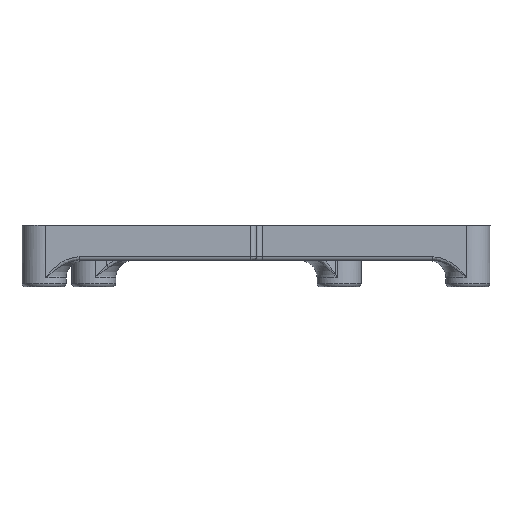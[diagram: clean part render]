
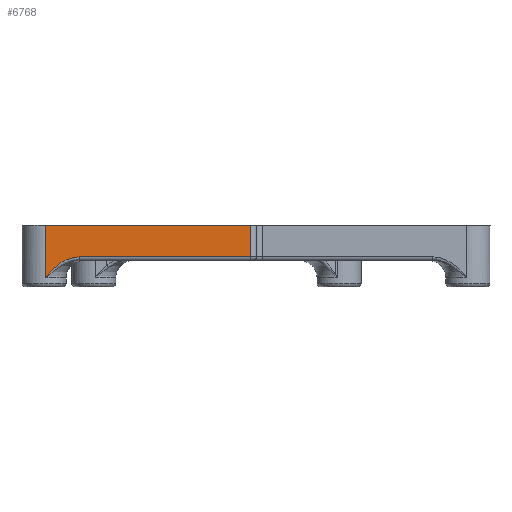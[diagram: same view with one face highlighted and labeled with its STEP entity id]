
A CAD part, front view. The second image highlights one B-rep face of the part: STEP entity #6768.
In plain terms, the highlighted planar face has unit normal (0, -1, 0).
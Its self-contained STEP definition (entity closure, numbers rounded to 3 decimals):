
#347=B_SPLINE_CURVE_WITH_KNOTS('',3,(#10613,#10614,#10615,#10616,#10617,
#10618,#10619,#10620,#10621),.UNSPECIFIED.,.F.,.F.,(4,1,1,1,1,1,4),(0.,
0.202,0.336,0.404,0.437,0.454,
0.464),.UNSPECIFIED.);
#553=LINE('',#8886,#1129);
#696=LINE('',#10558,#1272);
#697=LINE('',#10624,#1273);
#698=LINE('',#10625,#1274);
#1129=VECTOR('',#7571,10.);
#1272=VECTOR('',#7894,10.);
#1273=VECTOR('',#7897,10.);
#1274=VECTOR('',#7898,10.);
#1774=PLANE('',#7256);
#1968=FACE_OUTER_BOUND('',#2371,.T.);
#2371=EDGE_LOOP('',(#5101,#5102,#5103,#5104,#5105));
#2875=VERTEX_POINT('',#8865);
#2876=VERTEX_POINT('',#8885);
#3190=VERTEX_POINT('',#10552);
#3191=VERTEX_POINT('',#10556);
#3192=VERTEX_POINT('',#10623);
#3582=EDGE_CURVE('',#2876,#2875,#553,.T.);
#3938=EDGE_CURVE('',#3190,#3191,#696,.T.);
#3940=EDGE_CURVE('',#3191,#2875,#347,.T.);
#3941=EDGE_CURVE('',#3190,#3192,#697,.T.);
#3942=EDGE_CURVE('',#2876,#3192,#698,.T.);
#5101=ORIENTED_EDGE('',*,*,#3940,.F.);
#5102=ORIENTED_EDGE('',*,*,#3938,.F.);
#5103=ORIENTED_EDGE('',*,*,#3941,.T.);
#5104=ORIENTED_EDGE('',*,*,#3942,.F.);
#5105=ORIENTED_EDGE('',*,*,#3582,.T.);
#6768=ADVANCED_FACE('',(#1968),#1774,.T.);
#7256=AXIS2_PLACEMENT_3D('',#10622,#7895,#7896);
#7571=DIRECTION('',(0.,0.,-1.));
#7894=DIRECTION('',(-1.,0.,0.));
#7895=DIRECTION('center_axis',(0.,-1.,0.));
#7896=DIRECTION('ref_axis',(1.,0.,0.));
#7897=DIRECTION('',(0.,0.,1.));
#7898=DIRECTION('',(1.,0.,0.));
#8865=CARTESIAN_POINT('',(-23.992,-16.5,-1.933));
#8885=CARTESIAN_POINT('',(-23.992,-16.5,4.));
#8886=CARTESIAN_POINT('',(-23.992,-16.5,0.));
#10552=CARTESIAN_POINT('',(-0.65,-16.5,0.4));
#10556=CARTESIAN_POINT('',(-20.164,-16.5,0.4));
#10558=CARTESIAN_POINT('',(-12.1,-16.5,0.4));
#10613=CARTESIAN_POINT('Ctrl Pts',(-20.164,-16.5,
0.4));
#10614=CARTESIAN_POINT('Ctrl Pts',(-20.837,-16.5,0.4));
#10615=CARTESIAN_POINT('Ctrl Pts',(-21.933,-16.5,
0.023));
#10616=CARTESIAN_POINT('Ctrl Pts',(-22.988,-16.5,
-0.823));
#10617=CARTESIAN_POINT('Ctrl Pts',(-23.54,-16.5,
-1.373));
#10618=CARTESIAN_POINT('Ctrl Pts',(-23.81,-16.5,-1.669));
#10619=CARTESIAN_POINT('Ctrl Pts',(-23.934,-16.5,
-1.824));
#10620=CARTESIAN_POINT('Ctrl Pts',(-23.981,-16.5,
-1.902));
#10621=CARTESIAN_POINT('Ctrl Pts',(-23.992,-16.5,
-1.932));
#10622=CARTESIAN_POINT('Origin',(-24.15,-16.5,0.));
#10623=CARTESIAN_POINT('',(-0.65,-16.5,4.));
#10624=CARTESIAN_POINT('',(-0.65,-16.5,0.));
#10625=CARTESIAN_POINT('',(-24.15,-16.5,4.));
